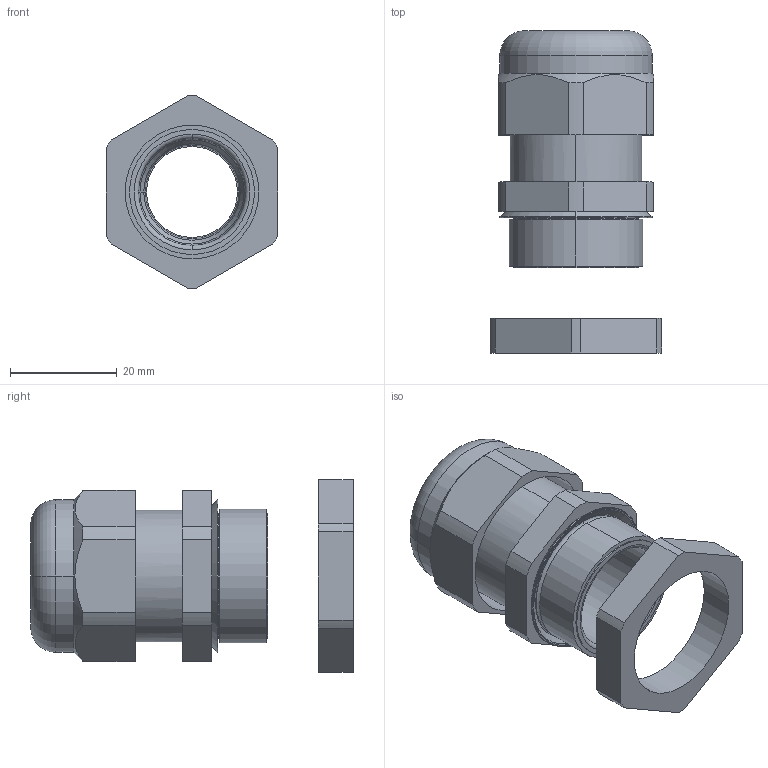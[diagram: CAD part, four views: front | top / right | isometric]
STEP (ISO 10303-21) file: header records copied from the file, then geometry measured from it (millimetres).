
FILE_DESCRIPTION (( 'STEP AP214' ), '1' );
FILE_NAME ('2022768.stp', '2020-03-06T08:16:13', ( '' ), ( '' ), 'SwSTEP 2.0', 'SolidWorks 2018', '' );
FILE_SCHEMA (( 'AUTOMOTIVE_DESIGN' ));
Length unit declared in the file: millimetre
Products named in the file (5): 0005615_grafische Darstellung; 0062129_M25x1,5 (grafische Darstellung); 2022768; 0005568_grafische Darstellung; EV501_M25
Assembly tree (4 placements, depth 2):
  2022768
    0005568_grafische Darstellung
    EV501_M25
    0005615_grafische Darstellung
    0062129_M25x1,5 (grafische Darstellung)
Bounding box: 32 x 60.3 x 36 mm (x, y, z)
Volume: 14022.8 mm3; surface area: 14564.9 mm2
Topology: 4 solids, 4 shells, 244 faces, 631 edges, 401 vertices
Faces by surface type: plane 107, cylinder 77, torus 32, cone 28
Entity records: 7824 total; most frequent: CARTESIAN_POINT 1551, DIRECTION 1340, ORIENTED_EDGE 1262, EDGE_CURVE 631, AXIS2_PLACEMENT_3D 526, VERTEX_POINT 401, VECTOR 288, LINE 288
